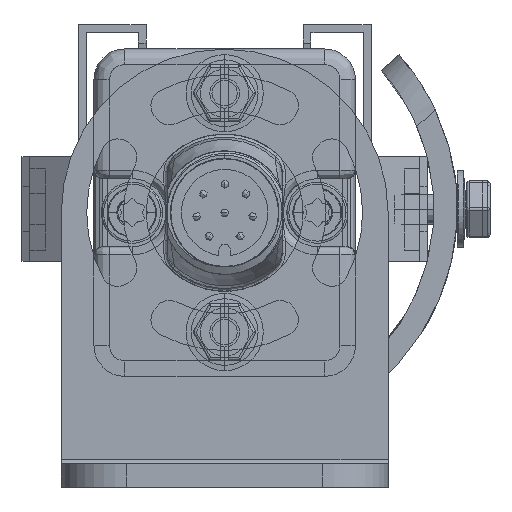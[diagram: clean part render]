
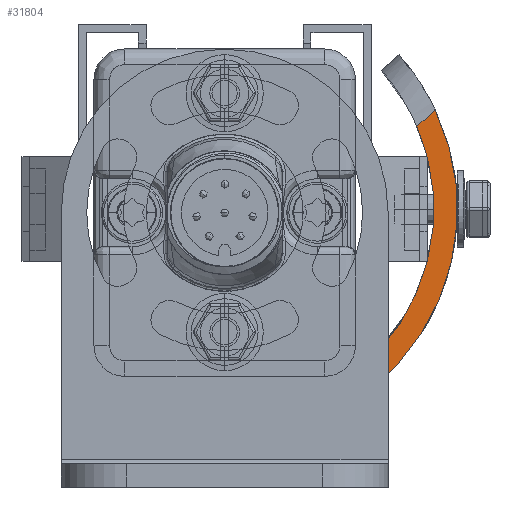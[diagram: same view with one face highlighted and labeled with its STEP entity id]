
A CAD part, front view. The second image highlights one B-rep face of the part: STEP entity #31804.
In plain terms, the highlighted face is planar.
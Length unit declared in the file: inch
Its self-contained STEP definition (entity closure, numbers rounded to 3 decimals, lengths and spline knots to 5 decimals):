
#30784=DIRECTION('',(1.,0.,0.));
#30785=VECTOR('',#30784,0.375);
#30786=CARTESIAN_POINT('',(0.,0.16,-1.11));
#30787=LINE('',#30786,#30785);
#30805=DIRECTION('',(0.,1.,0.));
#30806=VECTOR('',#30805,0.09);
#30807=CARTESIAN_POINT('',(0.375,0.16,-1.11));
#30808=LINE('',#30807,#30806);
#30826=DIRECTION('',(1.,0.,0.));
#30827=VECTOR('',#30826,0.375);
#30828=CARTESIAN_POINT('',(0.,0.25,-1.11));
#30829=LINE('',#30828,#30827);
#31020=DIRECTION('',(0.749,-0.663,0.));
#31021=VECTOR('',#31020,0.09423);
#31022=CARTESIAN_POINT('',(-0.80539,1.42875,-1.11));
#31023=LINE('',#31022,#31021);
#31052=CARTESIAN_POINT('',(0.,1.05,-1.11));
#31053=DIRECTION('',(0.,0.,-1.));
#31054=DIRECTION('',(0.,-1.,0.));
#31055=AXIS2_PLACEMENT_3D('',#31052,#31053,#31054);
#31057=CARTESIAN_POINT('',(0.,1.05,-1.11));
#31058=DIRECTION('',(0.,0.,1.));
#31059=DIRECTION('',(-0.905,0.426,0.));
#31060=AXIS2_PLACEMENT_3D('',#31057,#31058,#31059);
#31218=CARTESIAN_POINT('',(0.,0.25,-1.11));
#31219=VERTEX_POINT('',#31218);
#31220=CARTESIAN_POINT('',(0.,0.16,-1.11));
#31221=VERTEX_POINT('',#31220);
#31242=CARTESIAN_POINT('',(0.375,0.16,-1.11));
#31243=VERTEX_POINT('',#31242);
#31244=CARTESIAN_POINT('',(0.375,0.25,-1.11));
#31245=VERTEX_POINT('',#31244);
#31253=CARTESIAN_POINT('',(-0.80539,1.42875,-1.11));
#31254=CARTESIAN_POINT('',(-0.73481,1.36631,-1.11));
#31255=VERTEX_POINT('',#31253);
#31256=VERTEX_POINT('',#31254);
#31791=CARTESIAN_POINT('',(0.,0.16,-1.11));
#31792=DIRECTION('',(0.,0.,-1.));
#31793=DIRECTION('',(1.,0.,0.));
#31794=AXIS2_PLACEMENT_3D('',#31791,#31792,#31793);
#31795=PLANE('',#31794);
#31796=ORIENTED_EDGE('',*,*,#31528,.T.);
#31797=ORIENTED_EDGE('',*,*,#31545,.T.);
#31798=ORIENTED_EDGE('',*,*,#31561,.F.);
#31799=ORIENTED_EDGE('',*,*,#31725,.T.);
#31800=ORIENTED_EDGE('',*,*,#31783,.F.);
#31801=ORIENTED_EDGE('',*,*,#31667,.T.);
#31802=EDGE_LOOP('',(#31796,#31797,#31798,#31799,#31800,#31801));
#31803=FACE_OUTER_BOUND('',#31802,.F.);
#31804=ADVANCED_FACE('',(#31803),#31795,.T.);
#31056=CIRCLE('',#31055,0.8);
#31061=CIRCLE('',#31060,0.89);
#31528=EDGE_CURVE('',#31221,#31243,#30787,.T.);
#31545=EDGE_CURVE('',#31243,#31245,#30808,.T.);
#31561=EDGE_CURVE('',#31219,#31245,#30829,.T.);
#31667=EDGE_CURVE('',#31255,#31221,#31061,.T.);
#31725=EDGE_CURVE('',#31219,#31256,#31056,.T.);
#31783=EDGE_CURVE('',#31255,#31256,#31023,.T.);
